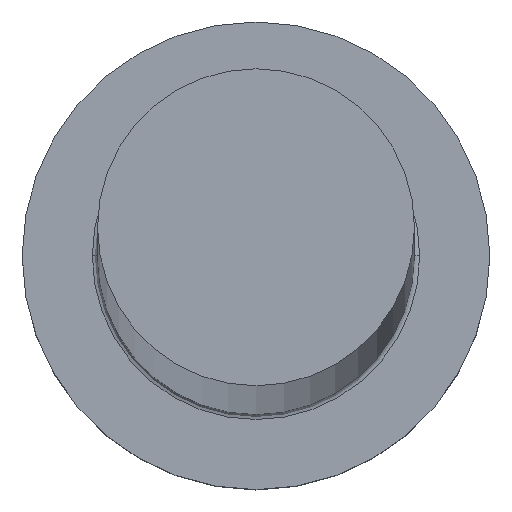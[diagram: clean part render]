
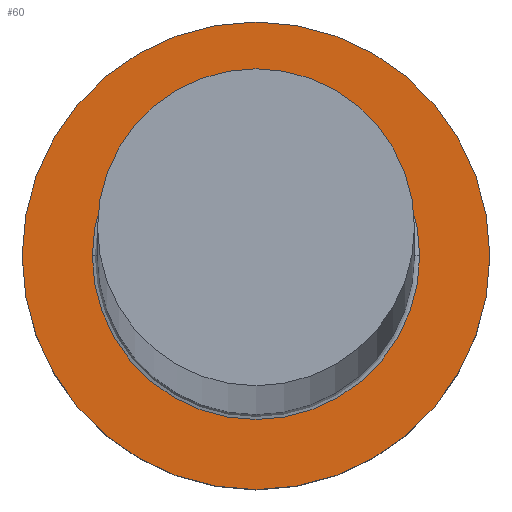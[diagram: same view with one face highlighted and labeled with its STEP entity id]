
A CAD part, top view. The second image highlights one B-rep face of the part: STEP entity #60.
In plain terms, the highlighted planar face has unit normal (0, 0, 1).
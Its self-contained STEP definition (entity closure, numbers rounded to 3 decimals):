
#6 = CIRCLE ( 'NONE', #235, 6.3 ) ;
#15 = DIRECTION ( 'NONE',  ( 0., 0., -1. ) ) ;
#16 = AXIS2_PLACEMENT_3D ( 'NONE', #155, #299, #174 ) ;
#22 = EDGE_CURVE ( 'NONE', #263, #209, #45, .T. ) ;
#45 = CIRCLE ( 'NONE', #69, 9. ) ;
#55 = AXIS2_PLACEMENT_3D ( 'NONE', #158, #129, #301 ) ;
#60 = ADVANCED_FACE ( 'NONE', ( #217, #112 ), #196, .T. ) ;
#69 = AXIS2_PLACEMENT_3D ( 'NONE', #193, #191, #93 ) ;
#77 = ORIENTED_EDGE ( 'NONE', *, *, #231, .T. ) ;
#86 = DIRECTION ( 'NONE',  ( 1., 0., 0. ) ) ;
#93 = DIRECTION ( 'NONE',  ( 1., 0., 0. ) ) ;
#107 = VERTEX_POINT ( 'NONE', #294 ) ;
#112 = FACE_OUTER_BOUND ( 'NONE', #165, .T. ) ;
#116 = CARTESIAN_POINT ( 'NONE',  ( -6.3, 0., 7. ) ) ;
#129 = DIRECTION ( 'NONE',  ( 0., 0., 1. ) ) ;
#144 = EDGE_LOOP ( 'NONE', ( #200, #163 ) ) ;
#152 = CARTESIAN_POINT ( 'NONE',  ( 0., 0., 7. ) ) ;
#155 = CARTESIAN_POINT ( 'NONE',  ( 0., 0., 7. ) ) ;
#158 = CARTESIAN_POINT ( 'NONE',  ( 0., 0., 7. ) ) ;
#162 = CIRCLE ( 'NONE', #285, 6.3 ) ;
#163 = ORIENTED_EDGE ( 'NONE', *, *, #238, .T. ) ;
#165 = EDGE_LOOP ( 'NONE', ( #77, #236 ) ) ;
#174 = DIRECTION ( 'NONE',  ( 1., 0., 0. ) ) ;
#191 = DIRECTION ( 'NONE',  ( 0., 0., 1. ) ) ;
#193 = CARTESIAN_POINT ( 'NONE',  ( 0., 0., 7. ) ) ;
#196 = PLANE ( 'NONE',  #16 ) ;
#200 = ORIENTED_EDGE ( 'NONE', *, *, #267, .T. ) ;
#209 = VERTEX_POINT ( 'NONE', #249 ) ;
#217 = FACE_BOUND ( 'NONE', #144, .T. ) ;
#220 = CARTESIAN_POINT ( 'NONE',  ( 9., 0., 7. ) ) ;
#231 = EDGE_CURVE ( 'NONE', #209, #263, #291, .T. ) ;
#235 = AXIS2_PLACEMENT_3D ( 'NONE', #279, #15, #251 ) ;
#236 = ORIENTED_EDGE ( 'NONE', *, *, #22, .T. ) ;
#238 = EDGE_CURVE ( 'NONE', #268, #107, #6, .T. ) ;
#249 = CARTESIAN_POINT ( 'NONE',  ( -9., 0., 7. ) ) ;
#251 = DIRECTION ( 'NONE',  ( 1., 0., 0. ) ) ;
#254 = DIRECTION ( 'NONE',  ( 0., 0., -1. ) ) ;
#263 = VERTEX_POINT ( 'NONE', #220 ) ;
#267 = EDGE_CURVE ( 'NONE', #107, #268, #162, .T. ) ;
#268 = VERTEX_POINT ( 'NONE', #116 ) ;
#279 = CARTESIAN_POINT ( 'NONE',  ( 0., 0., 7. ) ) ;
#285 = AXIS2_PLACEMENT_3D ( 'NONE', #152, #254, #86 ) ;
#291 = CIRCLE ( 'NONE', #55, 9. ) ;
#294 = CARTESIAN_POINT ( 'NONE',  ( 6.3, 0., 7. ) ) ;
#299 = DIRECTION ( 'NONE',  ( 0., 0., 1. ) ) ;
#301 = DIRECTION ( 'NONE',  ( 1., 0., 0. ) ) ;
